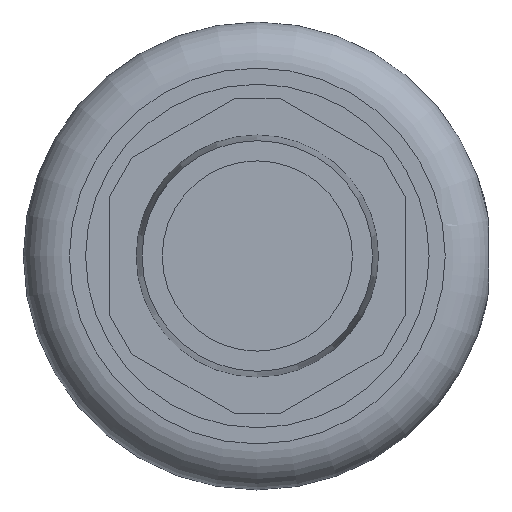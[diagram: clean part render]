
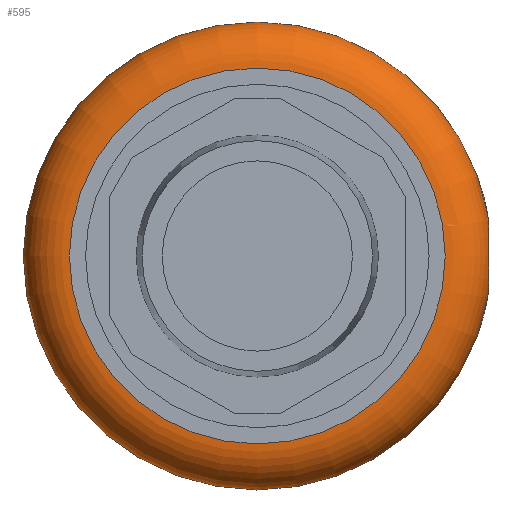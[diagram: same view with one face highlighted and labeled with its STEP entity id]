
A CAD part, front view. The second image highlights one B-rep face of the part: STEP entity #595.
In plain terms, the highlighted toroidal (fillet/blend) face has major radius 20.701 mm and minor radius 5.08 mm.
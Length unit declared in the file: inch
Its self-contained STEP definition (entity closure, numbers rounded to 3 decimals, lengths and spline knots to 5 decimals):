
#20=TOROIDAL_SURFACE('',#675,0.815,0.2);
#34=B_SPLINE_CURVE_WITH_KNOTS('',3,(#1042,#1043,#1044,#1045,#1046,#1047,
#1048,#1049,#1050,#1051,#1052,#1053),.UNSPECIFIED.,.F.,.F.,(4,2,2,2,2,4),
(-0.50518,-0.4906,-0.45926,-0.40073,
-0.15498,0.),.UNSPECIFIED.);
#35=B_SPLINE_CURVE_WITH_KNOTS('',3,(#1055,#1056,#1057,#1058,#1059,#1060,
#1061,#1062,#1063,#1064,#1065,#1066,#1067,#1068),.UNSPECIFIED.,.F.,.F.,
(4,2,2,2,2,2,4),(-1.00876,-0.88278,-0.70663,
-0.59876,-0.54641,-0.51643,-0.50518),
 .UNSPECIFIED.);
#70=FACE_OUTER_BOUND('',#105,.T.);
#105=EDGE_LOOP('',(#439,#440,#441,#442,#443,#444,#445));
#233=CIRCLE('',#676,0.815);
#234=CIRCLE('',#677,0.2);
#235=CIRCLE('',#678,1.015);
#236=CIRCLE('',#679,0.815);
#278=VERTEX_POINT('',#1026);
#279=VERTEX_POINT('',#1041);
#280=VERTEX_POINT('',#1054);
#284=VERTEX_POINT('',#1087);
#285=VERTEX_POINT('',#1088);
#339=EDGE_CURVE('',#279,#278,#34,.T.);
#340=EDGE_CURVE('',#280,#279,#35,.T.);
#347=EDGE_CURVE('',#284,#285,#233,.T.);
#348=EDGE_CURVE('',#285,#279,#234,.T.);
#349=EDGE_CURVE('',#278,#280,#235,.T.);
#350=EDGE_CURVE('',#285,#284,#236,.T.);
#439=ORIENTED_EDGE('',*,*,#347,.T.);
#440=ORIENTED_EDGE('',*,*,#348,.T.);
#441=ORIENTED_EDGE('',*,*,#339,.T.);
#442=ORIENTED_EDGE('',*,*,#349,.T.);
#443=ORIENTED_EDGE('',*,*,#340,.T.);
#444=ORIENTED_EDGE('',*,*,#348,.F.);
#445=ORIENTED_EDGE('',*,*,#350,.T.);
#595=ADVANCED_FACE('',(#70),#20,.T.);
#675=AXIS2_PLACEMENT_3D('',#1086,#790,#791);
#676=AXIS2_PLACEMENT_3D('',#1089,#792,#793);
#677=AXIS2_PLACEMENT_3D('',#1090,#794,#795);
#678=AXIS2_PLACEMENT_3D('',#1091,#796,#797);
#679=AXIS2_PLACEMENT_3D('',#1092,#798,#799);
#790=DIRECTION('center_axis',(0.,-1.,0.));
#791=DIRECTION('ref_axis',(0.,0.,-1.));
#792=DIRECTION('center_axis',(0.,1.,0.));
#793=DIRECTION('ref_axis',(1.,0.,0.));
#794=DIRECTION('center_axis',(-1.,0.,0.));
#795=DIRECTION('ref_axis',(0.,0.,1.));
#796=DIRECTION('center_axis',(0.,-1.,0.));
#797=DIRECTION('ref_axis',(1.,0.,0.));
#798=DIRECTION('center_axis',(0.,1.,0.));
#799=DIRECTION('ref_axis',(1.,0.,0.));
#1026=CARTESIAN_POINT('',(-0.18138,-0.2,0.99866));
#1041=CARTESIAN_POINT('',(0.,-0.27,1.00235));
#1042=CARTESIAN_POINT('Ctrl Pts',(0.,-0.27,1.00235));
#1043=CARTESIAN_POINT('Ctrl Pts',(-0.00193,-0.27,1.00235));
#1044=CARTESIAN_POINT('Ctrl Pts',(-0.00385,-0.26998,
1.00235));
#1045=CARTESIAN_POINT('Ctrl Pts',(-0.00992,-0.26985,
1.00237));
#1046=CARTESIAN_POINT('Ctrl Pts',(-0.01405,-0.26967,
1.00238));
#1047=CARTESIAN_POINT('Ctrl Pts',(-0.0259,-0.26887,
1.00247));
#1048=CARTESIAN_POINT('Ctrl Pts',(-0.03358,-0.26801,
1.00255));
#1049=CARTESIAN_POINT('Ctrl Pts',(-0.0733,-0.26188,
1.00309));
#1050=CARTESIAN_POINT('Ctrl Pts',(-0.10409,-0.25121,
1.00401));
#1051=CARTESIAN_POINT('Ctrl Pts',(-0.14996,-0.22544,
1.00263));
#1052=CARTESIAN_POINT('Ctrl Pts',(-0.16645,-0.21354,
1.00137));
#1053=CARTESIAN_POINT('Ctrl Pts',(-0.18138,-0.2,0.99866));
#1054=CARTESIAN_POINT('',(0.18138,-0.2,0.99866));
#1055=CARTESIAN_POINT('Ctrl Pts',(0.18138,-0.2,0.99866));
#1056=CARTESIAN_POINT('Ctrl Pts',(0.1692,-0.21105,
1.00087));
#1057=CARTESIAN_POINT('Ctrl Pts',(0.15597,-0.22102,
1.00212));
#1058=CARTESIAN_POINT('Ctrl Pts',(0.12212,-0.24192,
1.00374));
#1059=CARTESIAN_POINT('Ctrl Pts',(0.10086,-0.25153,
1.00356));
#1060=CARTESIAN_POINT('Ctrl Pts',(0.065,-0.26245,
1.00304));
#1061=CARTESIAN_POINT('Ctrl Pts',(0.05107,-0.26551,
1.00278));
#1062=CARTESIAN_POINT('Ctrl Pts',(0.03011,-0.2684,
1.00251));
#1063=CARTESIAN_POINT('Ctrl Pts',(0.02323,-0.26909,
1.00244));
#1064=CARTESIAN_POINT('Ctrl Pts',(0.01237,-0.26975,
1.00238));
#1065=CARTESIAN_POINT('Ctrl Pts',(0.00842,-0.2699,
1.00236));
#1066=CARTESIAN_POINT('Ctrl Pts',(0.00297,-0.26999,
1.00235));
#1067=CARTESIAN_POINT('Ctrl Pts',(0.00149,-0.27,1.00235));
#1068=CARTESIAN_POINT('Ctrl Pts',(0.,-0.27,1.00235));
#1086=CARTESIAN_POINT('Origin',(0.,-0.2,0.));
#1087=CARTESIAN_POINT('',(-0.815,-0.4,0.));
#1088=CARTESIAN_POINT('',(0.,-0.4,0.815));
#1089=CARTESIAN_POINT('Origin',(0.,-0.4,0.));
#1090=CARTESIAN_POINT('Origin',(0.,-0.2,0.815));
#1091=CARTESIAN_POINT('Origin',(0.,-0.2,0.));
#1092=CARTESIAN_POINT('Origin',(0.,-0.4,0.));
